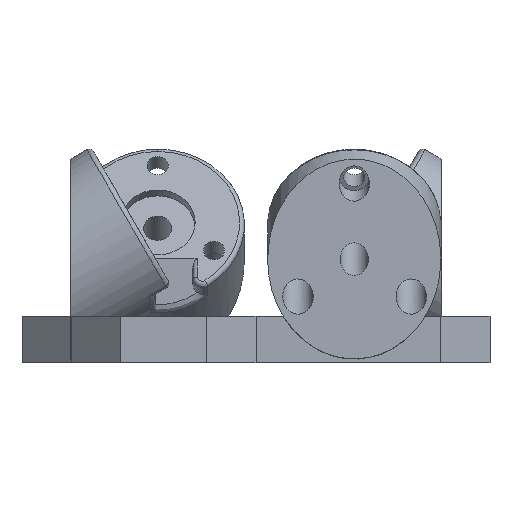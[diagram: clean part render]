
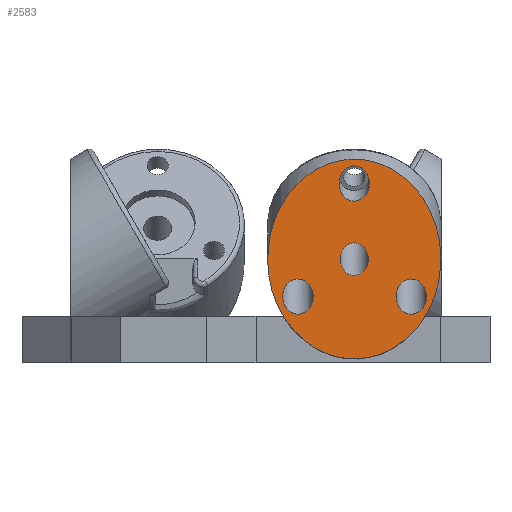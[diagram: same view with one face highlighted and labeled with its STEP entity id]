
A CAD part, front view. The second image highlights one B-rep face of the part: STEP entity #2583.
In plain terms, the highlighted planar face has unit normal (0, -1, 0).
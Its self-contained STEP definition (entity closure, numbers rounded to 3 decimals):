
#1549 = VERTEX_POINT('',#1550);
#1550 = CARTESIAN_POINT('',(21.,-39.588,43.517));
#1555 = EDGE_CURVE('',#1549,#1549,#1556,.T.);
#1556 = ELLIPSE('',#1557,21.362,18.5);
#1557 = AXIS2_PLACEMENT_3D('',#1558,#1559,#1560);
#1558 = CARTESIAN_POINT('',(21.,-39.588,22.155));
#1559 = DIRECTION('',(0.,-1.,0.));
#1560 = DIRECTION('',(0.,0.,1.));
#2583 = ADVANCED_FACE('',(#2584,#2587,#2598,#2609,#2620),#2631,.T.);
#2584 = FACE_BOUND('',#2585,.T.);
#2585 = EDGE_LOOP('',(#2586));
#2586 = ORIENTED_EDGE('',*,*,#1555,.T.);
#2587 = FACE_BOUND('',#2588,.T.);
#2588 = EDGE_LOOP('',(#2589));
#2589 = ORIENTED_EDGE('',*,*,#2590,.F.);
#2590 = EDGE_CURVE('',#2591,#2591,#2593,.T.);
#2591 = VERTEX_POINT('',#2592);
#2592 = CARTESIAN_POINT('',(12.223,-39.588,
    14.169));
#2593 = ELLIPSE('',#2594,3.753,3.25);
#2594 = AXIS2_PLACEMENT_3D('',#2595,#2596,#2597);
#2595 = CARTESIAN_POINT('',(8.973,-39.588,
    14.169));
#2596 = DIRECTION('',(0.,-1.,0.));
#2597 = DIRECTION('',(0.,0.,1.));
#2598 = FACE_BOUND('',#2599,.T.);
#2599 = EDGE_LOOP('',(#2600));
#2600 = ORIENTED_EDGE('',*,*,#2601,.T.);
#2601 = EDGE_CURVE('',#2602,#2602,#2604,.T.);
#2602 = VERTEX_POINT('',#2603);
#2603 = CARTESIAN_POINT('',(24.,-39.588,22.155));
#2604 = ELLIPSE('',#2605,3.464,3.);
#2605 = AXIS2_PLACEMENT_3D('',#2606,#2607,#2608);
#2606 = CARTESIAN_POINT('',(21.,-39.588,22.155));
#2607 = DIRECTION('',(0.,1.,0.));
#2608 = DIRECTION('',(0.,0.,1.));
#2609 = FACE_BOUND('',#2610,.T.);
#2610 = EDGE_LOOP('',(#2611));
#2611 = ORIENTED_EDGE('',*,*,#2612,.F.);
#2612 = EDGE_CURVE('',#2613,#2613,#2615,.T.);
#2613 = VERTEX_POINT('',#2614);
#2614 = CARTESIAN_POINT('',(36.423,-39.588,
    14.169));
#2615 = ELLIPSE('',#2616,3.753,3.25);
#2616 = AXIS2_PLACEMENT_3D('',#2617,#2618,#2619);
#2617 = CARTESIAN_POINT('',(33.173,-39.588,
    14.169));
#2618 = DIRECTION('',(0.,-1.,0.));
#2619 = DIRECTION('',(0.,0.,1.));
#2620 = FACE_BOUND('',#2621,.T.);
#2621 = EDGE_LOOP('',(#2622));
#2622 = ORIENTED_EDGE('',*,*,#2623,.F.);
#2623 = EDGE_CURVE('',#2624,#2624,#2626,.T.);
#2624 = VERTEX_POINT('',#2625);
#2625 = CARTESIAN_POINT('',(24.25,-39.588,38.321));
#2626 = ELLIPSE('',#2627,3.753,3.25);
#2627 = AXIS2_PLACEMENT_3D('',#2628,#2629,#2630);
#2628 = CARTESIAN_POINT('',(21.,-39.588,38.321));
#2629 = DIRECTION('',(0.,-1.,0.));
#2630 = DIRECTION('',(0.,0.,1.));
#2631 = PLANE('',#2632);
#2632 = AXIS2_PLACEMENT_3D('',#2633,#2634,#2635);
#2633 = CARTESIAN_POINT('',(21.017,-39.588,
    21.555));
#2634 = DIRECTION('',(0.,-1.,0.));
#2635 = DIRECTION('',(1.,0.,0.));
